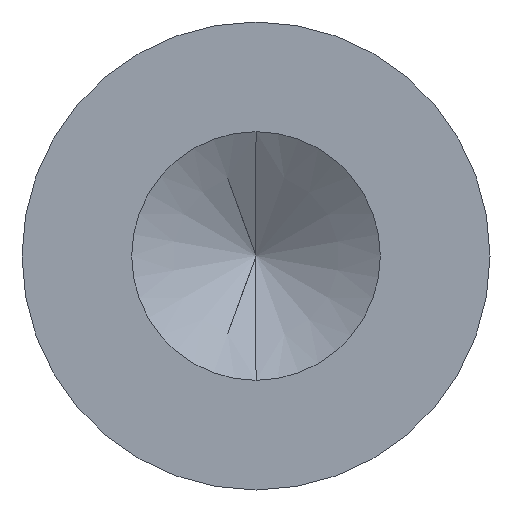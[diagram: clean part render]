
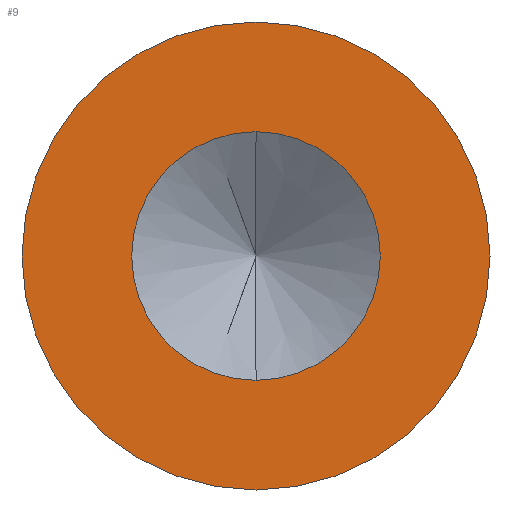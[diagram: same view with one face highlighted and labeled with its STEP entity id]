
A CAD part, front view. The second image highlights one B-rep face of the part: STEP entity #9.
In plain terms, the highlighted planar face has unit normal (0, -1, 0).
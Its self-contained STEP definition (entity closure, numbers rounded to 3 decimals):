
#3 = CARTESIAN_POINT ( 'NONE',  ( 0., 0., -8. ) ) ;
#9 = ADVANCED_FACE ( 'NONE', ( #425, #314 ), #323, .T. ) ;
#15 = DIRECTION ( 'NONE',  ( 0., -1., 0. ) ) ;
#23 = DIRECTION ( 'NONE',  ( 0., -1., 0. ) ) ;
#43 = AXIS2_PLACEMENT_3D ( 'NONE', #434, #23, #244 ) ;
#57 = CARTESIAN_POINT ( 'NONE',  ( 0., 0., -4.25 ) ) ;
#84 = DIRECTION ( 'NONE',  ( 0., 0., -1. ) ) ;
#99 = EDGE_LOOP ( 'NONE', ( #231, #257 ) ) ;
#106 = CARTESIAN_POINT ( 'NONE',  ( 0., 0., 4.25 ) ) ;
#121 = CIRCLE ( 'NONE', #476, 4.25 ) ;
#165 = ORIENTED_EDGE ( 'NONE', *, *, #270, .T. ) ;
#196 = CARTESIAN_POINT ( 'NONE',  ( 0., 0., 0. ) ) ;
#206 = CARTESIAN_POINT ( 'NONE',  ( 0., 0., 0. ) ) ;
#231 = ORIENTED_EDGE ( 'NONE', *, *, #342, .F. ) ;
#244 = DIRECTION ( 'NONE',  ( 0., 0., -1. ) ) ;
#245 = DIRECTION ( 'NONE',  ( 0., 0., -1. ) ) ;
#249 = VERTEX_POINT ( 'NONE', #57 ) ;
#250 = CARTESIAN_POINT ( 'NONE',  ( 8., 0., 0. ) ) ;
#257 = ORIENTED_EDGE ( 'NONE', *, *, #367, .F. ) ;
#270 = EDGE_CURVE ( 'NONE', #472, #287, #318, .T. ) ;
#275 = ORIENTED_EDGE ( 'NONE', *, *, #407, .T. ) ;
#284 = DIRECTION ( 'NONE',  ( 0., 0., -1. ) ) ;
#287 = VERTEX_POINT ( 'NONE', #3 ) ;
#314 = FACE_OUTER_BOUND ( 'NONE', #443, .T. ) ;
#316 = AXIS2_PLACEMENT_3D ( 'NONE', #250, #400, #284 ) ;
#318 = CIRCLE ( 'NONE', #418, 8. ) ;
#322 = CIRCLE ( 'NONE', #43, 8. ) ;
#323 = PLANE ( 'NONE',  #316 ) ;
#329 = CIRCLE ( 'NONE', #360, 4.25 ) ;
#342 = EDGE_CURVE ( 'NONE', #249, #471, #329, .T. ) ;
#360 = AXIS2_PLACEMENT_3D ( 'NONE', #384, #15, #84 ) ;
#367 = EDGE_CURVE ( 'NONE', #471, #249, #121, .T. ) ;
#384 = CARTESIAN_POINT ( 'NONE',  ( 0., 0., 0. ) ) ;
#397 = DIRECTION ( 'NONE',  ( 0., -1., 0. ) ) ;
#400 = DIRECTION ( 'NONE',  ( 0., -1., 0. ) ) ;
#407 = EDGE_CURVE ( 'NONE', #287, #472, #322, .T. ) ;
#418 = AXIS2_PLACEMENT_3D ( 'NONE', #206, #397, #245 ) ;
#425 = FACE_BOUND ( 'NONE', #99, .T. ) ;
#433 = DIRECTION ( 'NONE',  ( 0., -1., 0. ) ) ;
#434 = CARTESIAN_POINT ( 'NONE',  ( 0., 0., 0. ) ) ;
#443 = EDGE_LOOP ( 'NONE', ( #275, #165 ) ) ;
#456 = CARTESIAN_POINT ( 'NONE',  ( 0., 0., 8. ) ) ;
#471 = VERTEX_POINT ( 'NONE', #106 ) ;
#472 = VERTEX_POINT ( 'NONE', #456 ) ;
#475 = DIRECTION ( 'NONE',  ( 0., 0., -1. ) ) ;
#476 = AXIS2_PLACEMENT_3D ( 'NONE', #196, #433, #475 ) ;
